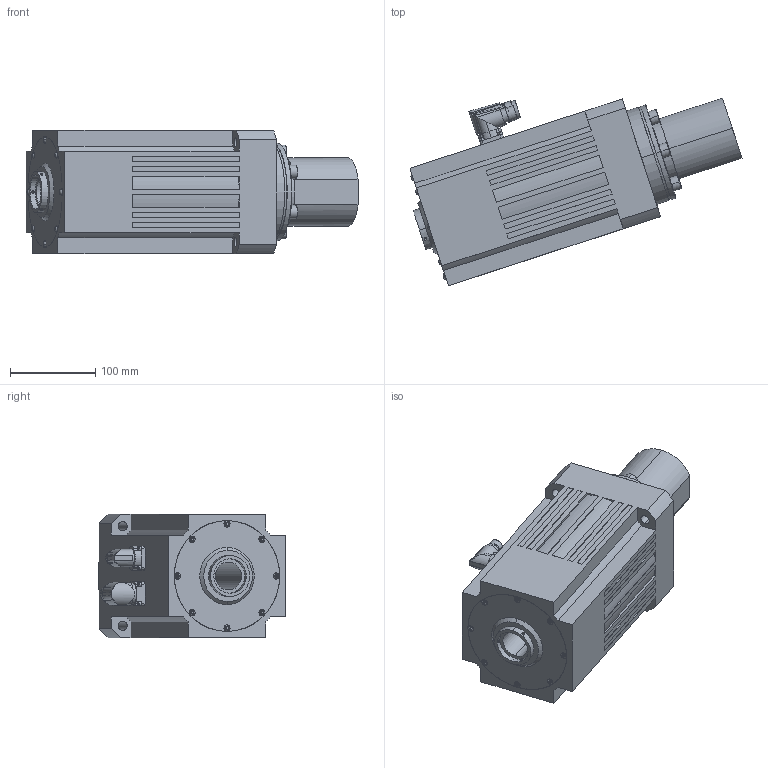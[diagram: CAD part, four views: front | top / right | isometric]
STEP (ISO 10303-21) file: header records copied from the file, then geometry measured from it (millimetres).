
FILE_DESCRIPTION(('Open CASCADE Model'),'2;1');
FILE_NAME('Open CASCADE Shape Model','2021-04-08T10:47:19',('Author'),( 'Open CASCADE'),'Open CASCADE STEP processor 7.4','Open CASCADE 7.4' ,'Unknown');
FILE_SCHEMA(('CONFIG_CONTROL_DESIGN'));
Products named in the file (1): 0000022553 62
Bounding box: 389.24 x 219.94 x 145 mm (x, y, z)
Volume: 5301706.1 mm3; surface area: 309071.5 mm2
Topology: 1 solids, 1 shells, 734 faces, 1784 edges, 1114 vertices
Faces by surface type: plane 403, cylinder 233, cone 46, sphere 28, torus 16, bspline 8
Entity records: 51867 total; most frequent: CARTESIAN_POINT 16527, DIRECTION 6702, LINE 3667, VECTOR 3667, ORIENTED_EDGE 3496, PCURVE 3496, DEFINITIONAL_REPRESENTATION 3496, EDGE_CURVE 1748
